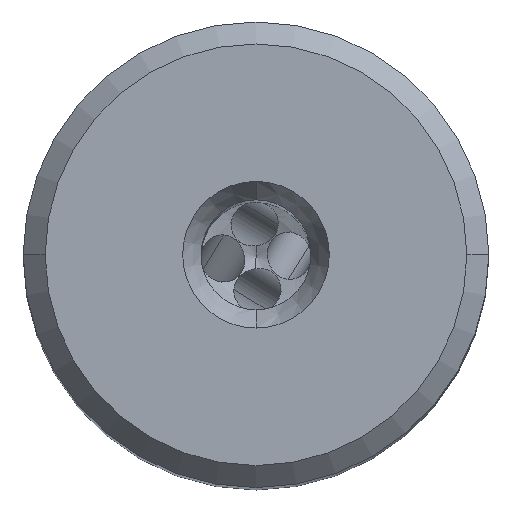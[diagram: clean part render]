
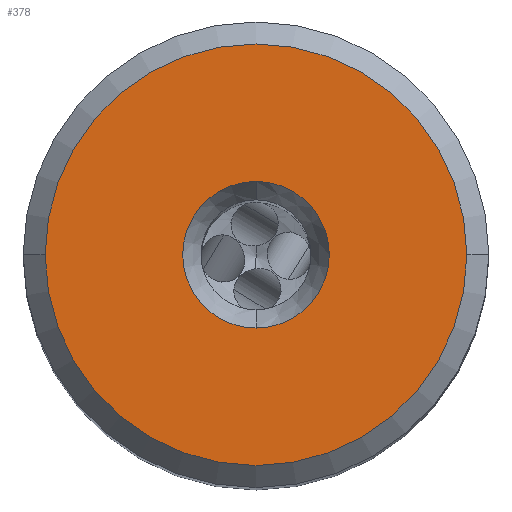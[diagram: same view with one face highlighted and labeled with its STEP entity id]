
A CAD part, top view. The second image highlights one B-rep face of the part: STEP entity #378.
In plain terms, the highlighted planar face has unit normal (0, 0, 1).
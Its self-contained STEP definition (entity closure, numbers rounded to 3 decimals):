
#167=FACE_BOUND('',#1368,.T.);
#168=FACE_BOUND('',#1369,.T.);
#250=PLANE('',#7624);
#378=ADVANCED_FACE('',(#167,#168),#250,.T.);
#1368=EDGE_LOOP('',(#3269,#3270,#3271));
#1369=EDGE_LOOP('',(#3272,#3273));
#2713=CIRCLE('',#7618,4.);
#2714=CIRCLE('',#7620,11.5);
#2715=CIRCLE('',#7621,11.5);
#2716=CIRCLE('',#7622,11.5);
#2717=CIRCLE('',#7623,4.);
#3269=ORIENTED_EDGE('',*,*,#6134,.F.);
#3270=ORIENTED_EDGE('',*,*,#6135,.F.);
#3271=ORIENTED_EDGE('',*,*,#6136,.F.);
#3272=ORIENTED_EDGE('',*,*,#6133,.F.);
#3273=ORIENTED_EDGE('',*,*,#6137,.F.);
#5370=VERTEX_POINT('',#12222);
#5371=VERTEX_POINT('',#12224);
#5372=VERTEX_POINT('',#12228);
#5373=VERTEX_POINT('',#12229);
#5374=VERTEX_POINT('',#12231);
#6133=EDGE_CURVE('',#5371,#5370,#2713,.T.);
#6134=EDGE_CURVE('',#5372,#5373,#2714,.T.);
#6135=EDGE_CURVE('',#5374,#5372,#2715,.T.);
#6136=EDGE_CURVE('',#5373,#5374,#2716,.T.);
#6137=EDGE_CURVE('',#5370,#5371,#2717,.T.);
#7618=AXIS2_PLACEMENT_3D('',#12225,#8603,#8604);
#7620=AXIS2_PLACEMENT_3D('',#12227,#8607,#8608);
#7621=AXIS2_PLACEMENT_3D('',#12230,#8609,#8610);
#7622=AXIS2_PLACEMENT_3D('',#12232,#8611,#8612);
#7623=AXIS2_PLACEMENT_3D('',#12233,#8613,#8614);
#7624=AXIS2_PLACEMENT_3D('',#12234,#8615,#8616);
#8603=DIRECTION('',(0.,0.,1.));
#8604=DIRECTION('',(0.,1.,0.));
#8607=DIRECTION('',(0.,0.,-1.));
#8608=DIRECTION('',(-1.,0.,0.));
#8609=DIRECTION('',(0.,0.,-1.));
#8610=DIRECTION('',(0.,-1.,0.));
#8611=DIRECTION('',(0.,0.,-1.));
#8612=DIRECTION('',(1.,0.,0.));
#8613=DIRECTION('',(0.,0.,1.));
#8614=DIRECTION('',(0.,-1.,0.));
#8615=DIRECTION('',(0.,0.,1.));
#8616=DIRECTION('',(-1.,0.,0.));
#12222=CARTESIAN_POINT('',(0.,-4.,0.));
#12224=CARTESIAN_POINT('',(0.,4.,0.));
#12225=CARTESIAN_POINT('',(0.,0.,0.));
#12227=CARTESIAN_POINT('',(0.,0.,0.));
#12228=CARTESIAN_POINT('',(-11.5,0.,0.));
#12229=CARTESIAN_POINT('',(11.5,0.,0.));
#12230=CARTESIAN_POINT('',(0.,0.,0.));
#12231=CARTESIAN_POINT('',(0.,-11.5,0.));
#12232=CARTESIAN_POINT('',(0.,0.,0.));
#12233=CARTESIAN_POINT('',(0.,0.,0.));
#12234=CARTESIAN_POINT('',(0.,0.,0.));
